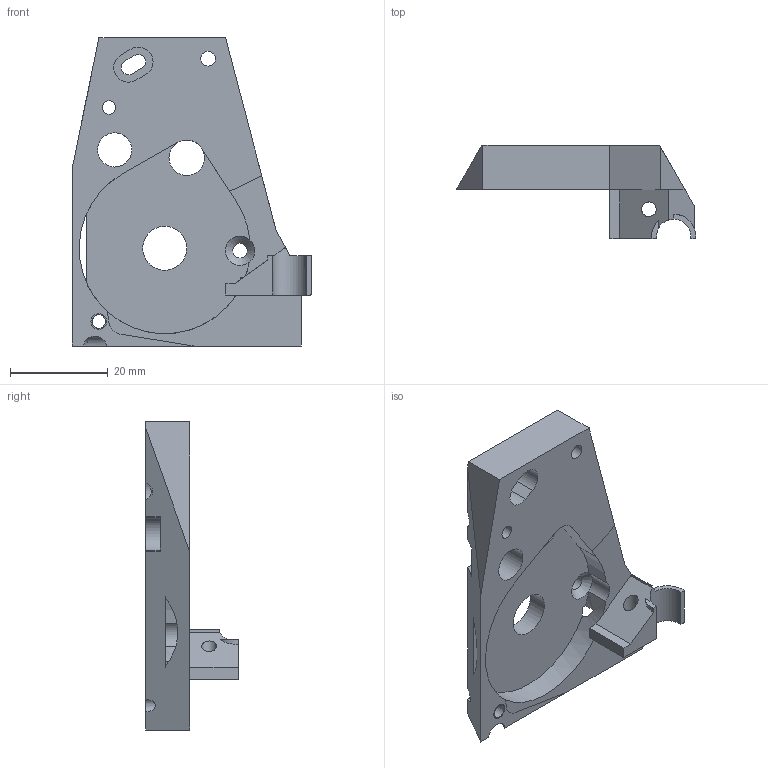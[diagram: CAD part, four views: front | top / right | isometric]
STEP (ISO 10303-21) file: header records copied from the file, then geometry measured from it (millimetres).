
FILE_DESCRIPTION(('FreeCAD Model'),'2;1');
FILE_NAME('Open CASCADE Shape Model','2023-11-06T15:27:27',(''),(''), 'Open CASCADE STEP processor 7.6','FreeCAD','Unknown');
FILE_SCHEMA(('AUTOMOTIVE_DESIGN { 1 0 10303 214 1 1 1 1 }'));
Length unit declared in the file: millimetre
Products named in the file (1): Fusion002
Bounding box: 48.94 x 19 x 63 mm (x, y, z)
Volume: 13865.2 mm3; surface area: 8291.4 mm2
Topology: 1 solids, 1 shells, 82 faces, 244 edges, 160 vertices
Faces by surface type: plane 47, cylinder 30, cone 4, torus 1
Full cylindrical faces by diameter (mm): 2.75 x4, 3 x4, 6 x2, 7 x1, 7.25 x1, 9 x1, 16 x1
Entity records: 6464 total; most frequent: CARTESIAN_POINT 1681, DIRECTION 890, LINE 500, VECTOR 500, ORIENTED_EDGE 488, PCURVE 488, DEFINITIONAL_REPRESENTATION 488, EDGE_CURVE 244
